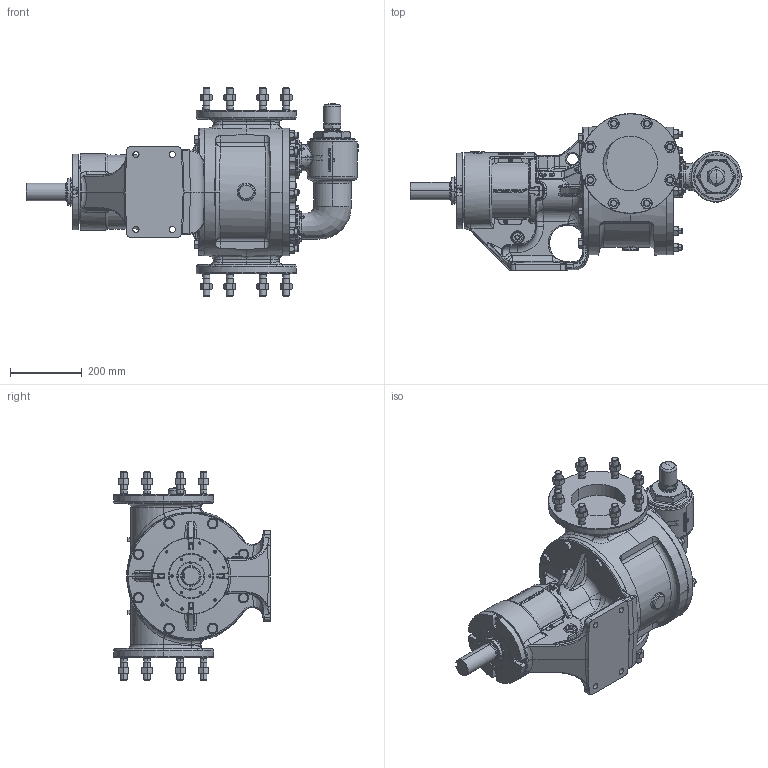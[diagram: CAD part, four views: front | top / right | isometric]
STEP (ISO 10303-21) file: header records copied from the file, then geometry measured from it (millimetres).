
FILE_DESCRIPTION (( 'STEP AP214' ), '1' );
FILE_NAME ('QV-2352.step', '2025-12-05T14:49:49', ( '' ), ( '' ), 'SwSTEP 2.0', 'SolidWorks 2024', '' );
FILE_SCHEMA (( 'AUTOMOTIVE_DESIGN' ));
Products named in the file (1): QV-2352
Bounding box: 927.68 x 438.15 x 582.68 mm (x, y, z)
Volume: 41938563.4 mm3; surface area: 1703522.3 mm2
Topology: 1 solids, 1 shells, 4925 faces, 12334 edges, 7619 vertices
Faces by surface type: plane 1635, bspline 1435, cylinder 820, cone 819, torus 149, sphere 67
Entity records: 222416 total; most frequent: CARTESIAN_POINT 117549, ORIENTED_EDGE 24316, DIRECTION 17773, EDGE_CURVE 12158, VERTEX_POINT 7606, AXIS2_PLACEMENT_3D 6502, EDGE_LOOP 5334, ADVANCED_FACE 4925
